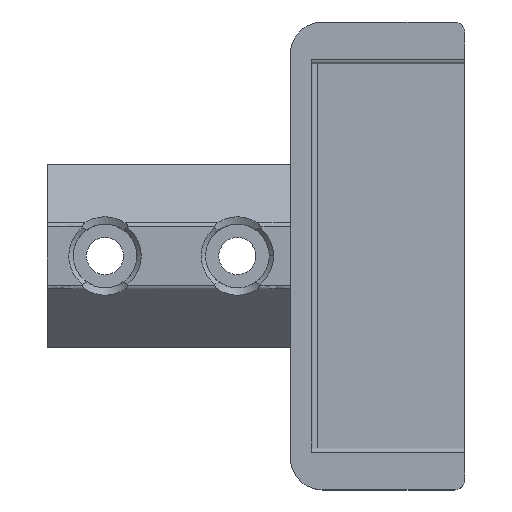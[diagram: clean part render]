
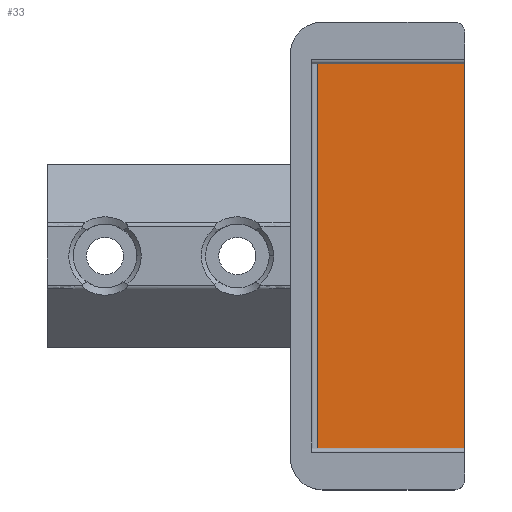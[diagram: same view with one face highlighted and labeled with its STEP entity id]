
A CAD part, top view. The second image highlights one B-rep face of the part: STEP entity #33.
In plain terms, the highlighted planar face has unit normal (0, 0, 1).
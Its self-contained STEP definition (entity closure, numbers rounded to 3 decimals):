
#33=ADVANCED_FACE('',(#108),#1226,.T.);
#108=FACE_OUTER_BOUND('',#185,.T.);
#185=EDGE_LOOP('',(#277,#278,#279,#280,#281,#282,#283,#284,#285,#286,#287,
#288));
#277=ORIENTED_EDGE('',*,*,#864,.T.);
#278=ORIENTED_EDGE('',*,*,#852,.T.);
#279=ORIENTED_EDGE('',*,*,#865,.T.);
#280=ORIENTED_EDGE('',*,*,#854,.T.);
#281=ORIENTED_EDGE('',*,*,#847,.T.);
#282=ORIENTED_EDGE('',*,*,#682,.T.);
#283=ORIENTED_EDGE('',*,*,#681,.T.);
#284=ORIENTED_EDGE('',*,*,#680,.F.);
#285=ORIENTED_EDGE('',*,*,#683,.T.);
#286=ORIENTED_EDGE('',*,*,#685,.T.);
#287=ORIENTED_EDGE('',*,*,#684,.T.);
#288=ORIENTED_EDGE('',*,*,#853,.T.);
#680=EDGE_CURVE('',#1095,#1096,#881,.T.);
#681=EDGE_CURVE('',#1097,#1096,#1021,.T.);
#682=EDGE_CURVE('',#1098,#1097,#882,.T.);
#683=EDGE_CURVE('',#1095,#1099,#1022,.T.);
#684=EDGE_CURVE('',#1100,#1201,#1023,.T.);
#685=EDGE_CURVE('',#1099,#1100,#883,.T.);
#847=EDGE_CURVE('',#1200,#1098,#1066,.T.);
#852=EDGE_CURVE('',#1205,#1206,#1007,.T.);
#853=EDGE_CURVE('',#1201,#1204,#1008,.T.);
#854=EDGE_CURVE('',#1207,#1200,#1009,.T.);
#864=EDGE_CURVE('',#1204,#1205,#1073,.T.);
#865=EDGE_CURVE('',#1206,#1207,#1074,.T.);
#881=B_SPLINE_CURVE_WITH_KNOTS('',1,(#2024,#2025),.UNSPECIFIED.,.F.,.F.,
(2,2),(-40.,0.),.UNSPECIFIED.);
#882=B_SPLINE_CURVE_WITH_KNOTS('',1,(#2029,#2030),.UNSPECIFIED.,.F.,.F.,
(2,2),(1.5,3.5),.UNSPECIFIED.);
#883=B_SPLINE_CURVE_WITH_KNOTS('',1,(#2037,#2038),.UNSPECIFIED.,.F.,.F.,
(2,2),(5.,7.),.UNSPECIFIED.);
#1007=B_SPLINE_CURVE_WITH_KNOTS('',1,(#2842,#2843),.UNSPECIFIED.,.F.,.F.,
(2,2),(0.,38.),.UNSPECIFIED.);
#1008=B_SPLINE_CURVE_WITH_KNOTS('',1,(#2844,#2845),.UNSPECIFIED.,.F.,.F.,
(2,2),(-0.255,9.4),.UNSPECIFIED.);
#1009=B_SPLINE_CURVE_WITH_KNOTS('',1,(#2846,#2847),.UNSPECIFIED.,.F.,.F.,
(2,2),(0.,9.655),.UNSPECIFIED.);
#1021=(
BOUNDED_CURVE()
B_SPLINE_CURVE(2,(#2026,#2027,#2028),.UNSPECIFIED.,.F.,.F.)
B_SPLINE_CURVE_WITH_KNOTS((3,3),(4.712,6.283),
 .UNSPECIFIED.)
CURVE()
GEOMETRIC_REPRESENTATION_ITEM()
RATIONAL_B_SPLINE_CURVE((1.,0.707,1.))
REPRESENTATION_ITEM('')
);
#1022=(
BOUNDED_CURVE()
B_SPLINE_CURVE(2,(#2031,#2032,#2033),.UNSPECIFIED.,.F.,.F.)
B_SPLINE_CURVE_WITH_KNOTS((3,3),(0.,1.571),.UNSPECIFIED.)
CURVE()
GEOMETRIC_REPRESENTATION_ITEM()
RATIONAL_B_SPLINE_CURVE((1.,0.707,1.))
REPRESENTATION_ITEM('')
);
#1023=(
BOUNDED_CURVE()
B_SPLINE_CURVE(2,(#2034,#2035,#2036),.UNSPECIFIED.,.F.,.F.)
B_SPLINE_CURVE_WITH_KNOTS((3,3),(1.571,2.409),
 .UNSPECIFIED.)
CURVE()
GEOMETRIC_REPRESENTATION_ITEM()
RATIONAL_B_SPLINE_CURVE((1.,0.913,1.))
REPRESENTATION_ITEM('')
);
#1066=(
BOUNDED_CURVE()
B_SPLINE_CURVE(2,(#2795,#2796,#2797),.UNSPECIFIED.,.F.,.F.)
B_SPLINE_CURVE_WITH_KNOTS((3,3),(3.874,4.712),
 .UNSPECIFIED.)
CURVE()
GEOMETRIC_REPRESENTATION_ITEM()
RATIONAL_B_SPLINE_CURVE((1.,0.913,1.))
REPRESENTATION_ITEM('')
);
#1073=(
BOUNDED_CURVE()
B_SPLINE_CURVE(2,(#2872,#2873,#2874),.UNSPECIFIED.,.F.,.F.)
B_SPLINE_CURVE_WITH_KNOTS((3,3),(0.,0.785),.UNSPECIFIED.)
CURVE()
GEOMETRIC_REPRESENTATION_ITEM()
RATIONAL_B_SPLINE_CURVE((1.,0.707,1.))
REPRESENTATION_ITEM('')
);
#1074=(
BOUNDED_CURVE()
B_SPLINE_CURVE(2,(#2875,#2876,#2877),.UNSPECIFIED.,.F.,.F.)
B_SPLINE_CURVE_WITH_KNOTS((3,3),(0.,0.785),.UNSPECIFIED.)
CURVE()
GEOMETRIC_REPRESENTATION_ITEM()
RATIONAL_B_SPLINE_CURVE((1.,0.707,1.))
REPRESENTATION_ITEM('')
);
#1095=VERTEX_POINT('',#1864);
#1096=VERTEX_POINT('',#1865);
#1097=VERTEX_POINT('',#1866);
#1098=VERTEX_POINT('',#1867);
#1099=VERTEX_POINT('',#1868);
#1100=VERTEX_POINT('',#1869);
#1200=VERTEX_POINT('',#1969);
#1201=VERTEX_POINT('',#1970);
#1204=VERTEX_POINT('',#1973);
#1205=VERTEX_POINT('',#1974);
#1206=VERTEX_POINT('',#1975);
#1207=VERTEX_POINT('',#1976);
#1226=PLANE('',#1317);
#1317=AXIS2_PLACEMENT_3D('',#1403,#1350,$);
#1350=DIRECTION('',(0.,0.,1.));
#1403=CARTESIAN_POINT('',(88.258,315.782,2.));
#1864=CARTESIAN_POINT('',(102.658,355.782,2.));
#1865=CARTESIAN_POINT('',(102.658,315.782,2.));
#1866=CARTESIAN_POINT('',(101.658,316.532,2.));
#1867=CARTESIAN_POINT('',(99.658,316.532,2.));
#1868=CARTESIAN_POINT('',(101.658,355.032,2.));
#1869=CARTESIAN_POINT('',(99.658,355.032,2.));
#1969=CARTESIAN_POINT('',(98.913,316.282,2.));
#1970=CARTESIAN_POINT('',(98.913,355.282,2.));
#1973=CARTESIAN_POINT('',(89.258,355.282,2.));
#1974=CARTESIAN_POINT('',(88.758,354.782,2.));
#1975=CARTESIAN_POINT('',(88.758,316.782,2.));
#1976=CARTESIAN_POINT('',(89.258,316.282,2.));
#2024=CARTESIAN_POINT('',(102.658,355.782,2.));
#2025=CARTESIAN_POINT('',(102.658,315.782,2.));
#2026=CARTESIAN_POINT('',(101.658,316.532,2.));
#2027=CARTESIAN_POINT('',(102.658,316.532,2.));
#2028=CARTESIAN_POINT('',(102.658,315.782,2.));
#2029=CARTESIAN_POINT('',(99.658,316.532,2.));
#2030=CARTESIAN_POINT('',(101.658,316.532,2.));
#2031=CARTESIAN_POINT('',(102.658,355.782,2.));
#2032=CARTESIAN_POINT('',(102.658,355.032,2.));
#2033=CARTESIAN_POINT('',(101.658,355.032,2.));
#2034=CARTESIAN_POINT('',(99.658,355.032,2.));
#2035=CARTESIAN_POINT('',(99.211,355.032,2.));
#2036=CARTESIAN_POINT('',(98.913,355.282,2.));
#2037=CARTESIAN_POINT('',(101.658,355.032,2.));
#2038=CARTESIAN_POINT('',(99.658,355.032,2.));
#2795=CARTESIAN_POINT('',(98.913,316.282,2.));
#2796=CARTESIAN_POINT('',(99.211,316.532,2.));
#2797=CARTESIAN_POINT('',(99.658,316.532,2.));
#2842=CARTESIAN_POINT('',(88.758,354.782,2.));
#2843=CARTESIAN_POINT('',(88.758,316.782,2.));
#2844=CARTESIAN_POINT('',(98.913,355.282,2.));
#2845=CARTESIAN_POINT('',(89.258,355.282,2.));
#2846=CARTESIAN_POINT('',(89.258,316.282,2.));
#2847=CARTESIAN_POINT('',(98.913,316.282,2.));
#2872=CARTESIAN_POINT('',(89.258,355.282,2.));
#2873=CARTESIAN_POINT('',(88.758,355.282,2.));
#2874=CARTESIAN_POINT('',(88.758,354.782,2.));
#2875=CARTESIAN_POINT('',(88.758,316.782,2.));
#2876=CARTESIAN_POINT('',(88.758,316.282,2.));
#2877=CARTESIAN_POINT('',(89.258,316.282,2.));
